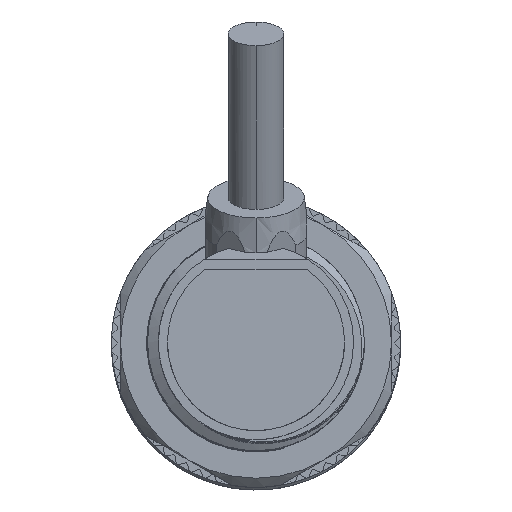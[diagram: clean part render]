
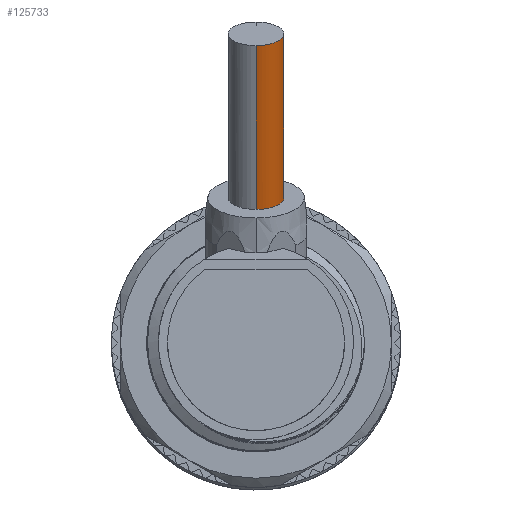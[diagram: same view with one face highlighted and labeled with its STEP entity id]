
A CAD part, top view. The second image highlights one B-rep face of the part: STEP entity #125733.
In plain terms, the highlighted cylindrical face has radius 1.55 mm (diameter 3.1 mm), a partial arc.
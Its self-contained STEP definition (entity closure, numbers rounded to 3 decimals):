
#1952 = CARTESIAN_POINT ( 'NONE',  ( 0., 17.71, 108.18 ) ) ;
#2104 = CARTESIAN_POINT ( 'NONE',  ( 1.475, 7.79, 105.792 ) ) ;
#2826 = CARTESIAN_POINT ( 'NONE',  ( 0.898, 7.455, 106.51 ) ) ;
#4245 = CARTESIAN_POINT ( 'NONE',  ( 0.387, 7.352, 106.73 ) ) ;
#8541 = DIRECTION ( 'NONE',  ( 0., 0.906, 0.423 ) ) ;
#9531 = CARTESIAN_POINT ( 'NONE',  ( 0., 17.71, 108.18 ) ) ;
#10566 = DIRECTION ( 'NONE',  ( 0., 0.906, 0.423 ) ) ;
#12399 = CARTESIAN_POINT ( 'NONE',  ( 0., 7.337, 106.763 ) ) ;
#13004 = CARTESIAN_POINT ( 'NONE',  ( 0.668, 7.401, 106.626 ) ) ;
#15938 = B_SPLINE_CURVE_WITH_KNOTS ( 'NONE', 3,
 ( #1952, #91142, #78112, #133895, #35309, #25158, #112873, #69383, #58505, #36757, #89717, #34598, #47623, #80987, #122315, #112143, #23009, #46186 ),
 .UNSPECIFIED., .F., .F.,
 ( 4, 2, 2, 2, 2, 2, 2, 2, 4 ),
 ( 0., 0.125, 0.25, 0.375, 0.5, 0.625, 0.75, 0.875, 1. ),
 .UNSPECIFIED. ) ;
#19685 = CYLINDRICAL_SURFACE ( 'NONE', #34645, 1.55 ) ;
#20402 = DIRECTION ( 'NONE',  ( 0., 0.906, 0.423 ) ) ;
#22439 = CARTESIAN_POINT ( 'NONE',  ( 1.172, 8.423, 104.433 ) ) ;
#23009 = CARTESIAN_POINT ( 'NONE',  ( 0.203, 16.4, 110.989 ) ) ;
#23611 = LINE ( 'NONE', #54805, #129501 ) ;
#25158 = CARTESIAN_POINT ( 'NONE',  ( 1.239, 17.458, 108.721 ) ) ;
#28660 = VERTEX_POINT ( 'NONE', #9531 ) ;
#29407 = ORIENTED_EDGE ( 'NONE', *, *, #125215, .T. ) ;
#31986 = CARTESIAN_POINT ( 'NONE',  ( 0., 7.086, 104.936 ) ) ;
#33317 = CARTESIAN_POINT ( 'NONE',  ( 0.945, 8.519, 104.228 ) ) ;
#34598 = CARTESIAN_POINT ( 'NONE',  ( 1.354, 16.725, 110.292 ) ) ;
#34645 = AXIS2_PLACEMENT_3D ( 'NONE', #31986, #20402, #87825 ) ;
#35309 = CARTESIAN_POINT ( 'NONE',  ( 0.953, 17.579, 108.461 ) ) ;
#36757 = CARTESIAN_POINT ( 'NONE',  ( 1.55, 16.969, 109.768 ) ) ;
#36909 = CARTESIAN_POINT ( 'NONE',  ( 1.536, 7.889, 105.579 ) ) ;
#36917 = ORIENTED_EDGE ( 'NONE', *, *, #81201, .F. ) ;
#38326 = CARTESIAN_POINT ( 'NONE',  ( 1.021, 7.497, 106.42 ) ) ;
#44183 = CARTESIAN_POINT ( 'NONE',  ( 0.769, 8.568, 104.123 ) ) ;
#46186 = CARTESIAN_POINT ( 'NONE',  ( 0., 16.4, 110.989 ) ) ;
#46336 = CARTESIAN_POINT ( 'NONE',  ( 1.247, 7.593, 106.215 ) ) ;
#47623 = CARTESIAN_POINT ( 'NONE',  ( 1.239, 16.653, 110.448 ) ) ;
#51158 = VERTEX_POINT ( 'NONE', #12399 ) ;
#54805 = CARTESIAN_POINT ( 'NONE',  ( 0., 7.741, 103.531 ) ) ;
#57229 = CARTESIAN_POINT ( 'NONE',  ( 0.197, 7.337, 106.763 ) ) ;
#58505 = CARTESIAN_POINT ( 'NONE',  ( 1.55, 17.141, 109.4 ) ) ;
#58659 = CARTESIAN_POINT ( 'NONE',  ( 1.55, 7.95, 105.447 ) ) ;
#60882 = EDGE_CURVE ( 'NONE', #51158, #107464, #73825, .T. ) ;
#64757 = VECTOR ( 'NONE', #8541, 1000. ) ;
#65764 = CARTESIAN_POINT ( 'NONE',  ( 0., 8.647, 103.953 ) ) ;
#66675 = CARTESIAN_POINT ( 'NONE',  ( 1.271, 8.372, 104.544 ) ) ;
#68102 = CARTESIAN_POINT ( 'NONE',  ( 1.514, 8.156, 105.007 ) ) ;
#69383 = CARTESIAN_POINT ( 'NONE',  ( 1.51, 17.227, 109.217 ) ) ;
#69535 = CARTESIAN_POINT ( 'NONE',  ( 1.421, 8.254, 104.796 ) ) ;
#69934 = VERTEX_POINT ( 'NONE', #65764 ) ;
#70952 = CARTESIAN_POINT ( 'NONE',  ( 1.363, 7.667, 106.055 ) ) ;
#73825 = LINE ( 'NONE', #142620, #64757 ) ;
#76211 = FACE_OUTER_BOUND ( 'NONE', #96934, .T. ) ;
#76824 = CARTESIAN_POINT ( 'NONE',  ( 0.409, 8.625, 104.002 ) ) ;
#78112 = CARTESIAN_POINT ( 'NONE',  ( 0.406, 17.693, 108.216 ) ) ;
#78270 = CARTESIAN_POINT ( 'NONE',  ( 0.244, 8.641, 103.966 ) ) ;
#80987 = CARTESIAN_POINT ( 'NONE',  ( 0.953, 16.531, 110.708 ) ) ;
#81132 = CARTESIAN_POINT ( 'NONE',  ( 0.62, 7.392, 106.646 ) ) ;
#81201 = EDGE_CURVE ( 'NONE', #69934, #51158, #131127, .T. ) ;
#87825 = DIRECTION ( 'NONE',  ( 0., -0.423, 0.906 ) ) ;
#89717 = CARTESIAN_POINT ( 'NONE',  ( 1.51, 16.884, 109.952 ) ) ;
#90383 = EDGE_CURVE ( 'NONE', #28660, #107464, #15938, .T. ) ;
#90580 = CARTESIAN_POINT ( 'NONE',  ( 0.74, 7.415, 106.595 ) ) ;
#91142 = CARTESIAN_POINT ( 'NONE',  ( 0.203, 17.71, 108.18 ) ) ;
#91308 = CARTESIAN_POINT ( 'NONE',  ( 1.55, 8.075, 105.18 ) ) ;
#92006 = CARTESIAN_POINT ( 'NONE',  ( 0.593, 7.387, 106.656 ) ) ;
#96934 = EDGE_LOOP ( 'NONE', ( #36917, #29407, #110203, #114843 ) ) ;
#99319 = CARTESIAN_POINT ( 'NONE',  ( 0., 16.4, 110.989 ) ) ;
#100005 = CARTESIAN_POINT ( 'NONE',  ( 0.098, 8.647, 103.953 ) ) ;
#101448 = CARTESIAN_POINT ( 'NONE',  ( 1.399, 8.274, 104.752 ) ) ;
#102162 = CARTESIAN_POINT ( 'NONE',  ( 1.497, 7.819, 105.728 ) ) ;
#107464 = VERTEX_POINT ( 'NONE', #99319 ) ;
#110203 = ORIENTED_EDGE ( 'NONE', *, *, #90383, .T. ) ;
#110867 = CARTESIAN_POINT ( 'NONE',  ( 1.364, 8.305, 104.688 ) ) ;
#111579 = CARTESIAN_POINT ( 'NONE',  ( 0., 8.647, 103.953 ) ) ;
#112143 = CARTESIAN_POINT ( 'NONE',  ( 0.406, 16.417, 110.953 ) ) ;
#112303 = CARTESIAN_POINT ( 'NONE',  ( 1.451, 7.761, 105.853 ) ) ;
#112873 = CARTESIAN_POINT ( 'NONE',  ( 1.354, 17.385, 108.877 ) ) ;
#113743 = CARTESIAN_POINT ( 'NONE',  ( 1.432, 8.243, 104.82 ) ) ;
#114843 = ORIENTED_EDGE ( 'NONE', *, *, #60882, .F. ) ;
#122315 = CARTESIAN_POINT ( 'NONE',  ( 0.781, 16.483, 110.812 ) ) ;
#122472 = CARTESIAN_POINT ( 'NONE',  ( 0.546, 8.605, 104.043 ) ) ;
#125215 = EDGE_CURVE ( 'NONE', #69934, #28660, #23611, .T. ) ;
#125325 = CARTESIAN_POINT ( 'NONE',  ( 0., 7.337, 106.763 ) ) ;
#125733 = ADVANCED_FACE ( 'NONE', ( #76211 ), #19685, .T. ) ;
#129501 = VECTOR ( 'NONE', #10566, 1000. ) ;
#131127 = B_SPLINE_CURVE_WITH_KNOTS ( 'NONE', 3,
 ( #111579, #100005, #78270, #76824, #132612, #143466, #122472, #44183, #33317, #22439, #66675, #110867, #101448, #69535, #113743, #68102, #91308, #58659, #36909, #102162, #2104, #136886, #112303, #70952, #46336, #38326, #2826, #90580, #13004, #81132, #92006, #4245, #57229, #125325 ),
 .UNSPECIFIED., .F., .F.,
 ( 4, 1, 1, 2, 2, 2, 1, 1, 2, 2, 2, 1, 1, 2, 2, 2, 1, 1, 2, 2, 4 ),
 ( 0., 0.062, 0.094, 0.109, 0.125, 0.25, 0.312, 0.344, 0.359, 0.375, 0.5, 0.562, 0.594, 0.609, 0.625, 0.75, 0.812, 0.844, 0.859, 0.875, 1. ),
 .UNSPECIFIED. ) ;
#132612 = CARTESIAN_POINT ( 'NONE',  ( 0.478, 8.615, 104.022 ) ) ;
#133895 = CARTESIAN_POINT ( 'NONE',  ( 0.781, 17.627, 108.357 ) ) ;
#136886 = CARTESIAN_POINT ( 'NONE',  ( 1.459, 7.77, 105.834 ) ) ;
#142620 = CARTESIAN_POINT ( 'NONE',  ( 0., 6.431, 106.34 ) ) ;
#143466 = CARTESIAN_POINT ( 'NONE',  ( 0.525, 8.609, 104.036 ) ) ;
